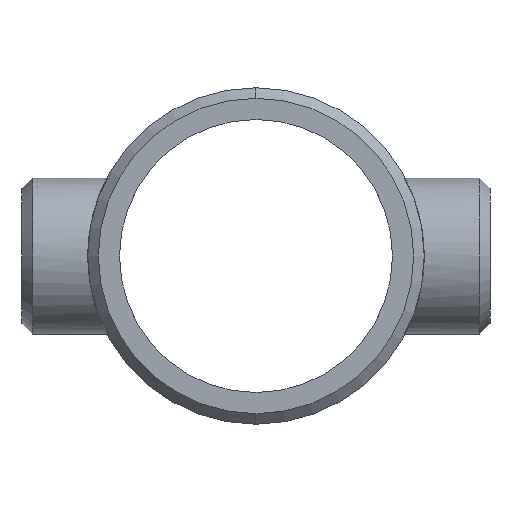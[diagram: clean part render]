
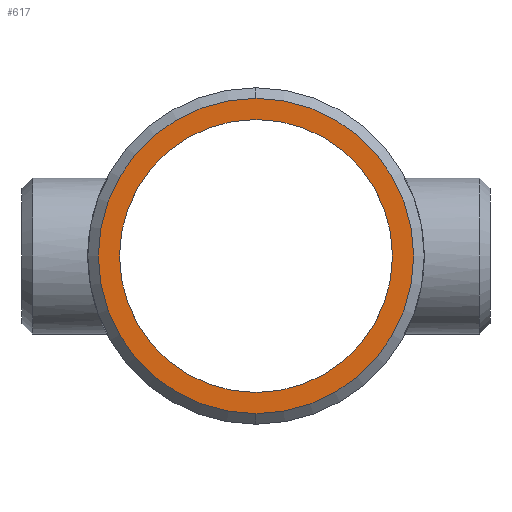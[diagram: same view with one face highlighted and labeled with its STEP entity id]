
A CAD part, left-side view. The second image highlights one B-rep face of the part: STEP entity #617.
In plain terms, the highlighted planar face has unit normal (-1, 0, 0).
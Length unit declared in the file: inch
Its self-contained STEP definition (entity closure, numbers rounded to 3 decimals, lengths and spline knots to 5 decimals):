
#86 = CARTESIAN_POINT ( 'NONE',  ( -7., 0., -3.5005 ) ) ;
#145 = ORIENTED_EDGE ( 'NONE', *, *, #321, .T. ) ;
#160 = DIRECTION ( 'NONE',  ( -1., 0., 0. ) ) ;
#198 = ORIENTED_EDGE ( 'NONE', *, *, #772, .T. ) ;
#255 = CARTESIAN_POINT ( 'NONE',  ( -7., 0., 3.5005 ) ) ;
#321 = EDGE_CURVE ( 'NONE', #912, #667, #644, .T. ) ;
#370 = CIRCLE ( 'NONE', #874, 4.04183 ) ;
#371 = EDGE_LOOP ( 'NONE', ( #895, #915 ) ) ;
#383 = CARTESIAN_POINT ( 'NONE',  ( -7., 0., 0. ) ) ;
#454 = FACE_BOUND ( 'NONE', #1117, .T. ) ;
#477 = FACE_OUTER_BOUND ( 'NONE', #371, .T. ) ;
#526 = CIRCLE ( 'NONE', #991, 3.5005 ) ;
#555 = CARTESIAN_POINT ( 'NONE',  ( -7., 0., 0. ) ) ;
#617 = ADVANCED_FACE ( 'NONE', ( #477, #454 ), #666, .T. ) ;
#644 = CIRCLE ( 'NONE', #850, 3.5005 ) ;
#650 = DIRECTION ( 'NONE',  ( -1., 0., 0. ) ) ;
#656 = DIRECTION ( 'NONE',  ( 0., 0., 1. ) ) ;
#662 = CARTESIAN_POINT ( 'NONE',  ( -7., 0., -4.04183 ) ) ;
#666 = PLANE ( 'NONE',  #1187 ) ;
#667 = VERTEX_POINT ( 'NONE', #255 ) ;
#668 = CIRCLE ( 'NONE', #1113, 4.04183 ) ;
#688 = DIRECTION ( 'NONE',  ( 0., 0., 1. ) ) ;
#772 = EDGE_CURVE ( 'NONE', #667, #912, #526, .T. ) ;
#835 = DIRECTION ( 'NONE',  ( 0., 0., -1. ) ) ;
#844 = CARTESIAN_POINT ( 'NONE',  ( -7., 0., 0. ) ) ;
#850 = AXIS2_PLACEMENT_3D ( 'NONE', #896, #1097, #987 ) ;
#870 = VERTEX_POINT ( 'NONE', #662 ) ;
#874 = AXIS2_PLACEMENT_3D ( 'NONE', #555, #1047, #938 ) ;
#892 = CARTESIAN_POINT ( 'NONE',  ( -7., 0., 4.04183 ) ) ;
#895 = ORIENTED_EDGE ( 'NONE', *, *, #898, .T. ) ;
#896 = CARTESIAN_POINT ( 'NONE',  ( -7., 0., 0. ) ) ;
#898 = EDGE_CURVE ( 'NONE', #870, #1202, #370, .T. ) ;
#912 = VERTEX_POINT ( 'NONE', #86 ) ;
#915 = ORIENTED_EDGE ( 'NONE', *, *, #1084, .T. ) ;
#938 = DIRECTION ( 'NONE',  ( 0., 0., 1. ) ) ;
#987 = DIRECTION ( 'NONE',  ( 0., 0., 1. ) ) ;
#991 = AXIS2_PLACEMENT_3D ( 'NONE', #383, #1057, #656 ) ;
#1047 = DIRECTION ( 'NONE',  ( -1., 0., 0. ) ) ;
#1057 = DIRECTION ( 'NONE',  ( 1., 0., 0. ) ) ;
#1084 = EDGE_CURVE ( 'NONE', #1202, #870, #668, .T. ) ;
#1097 = DIRECTION ( 'NONE',  ( 1., 0., 0. ) ) ;
#1113 = AXIS2_PLACEMENT_3D ( 'NONE', #1134, #650, #688 ) ;
#1117 = EDGE_LOOP ( 'NONE', ( #198, #145 ) ) ;
#1134 = CARTESIAN_POINT ( 'NONE',  ( -7., 0., 0. ) ) ;
#1187 = AXIS2_PLACEMENT_3D ( 'NONE', #844, #160, #835 ) ;
#1202 = VERTEX_POINT ( 'NONE', #892 ) ;
